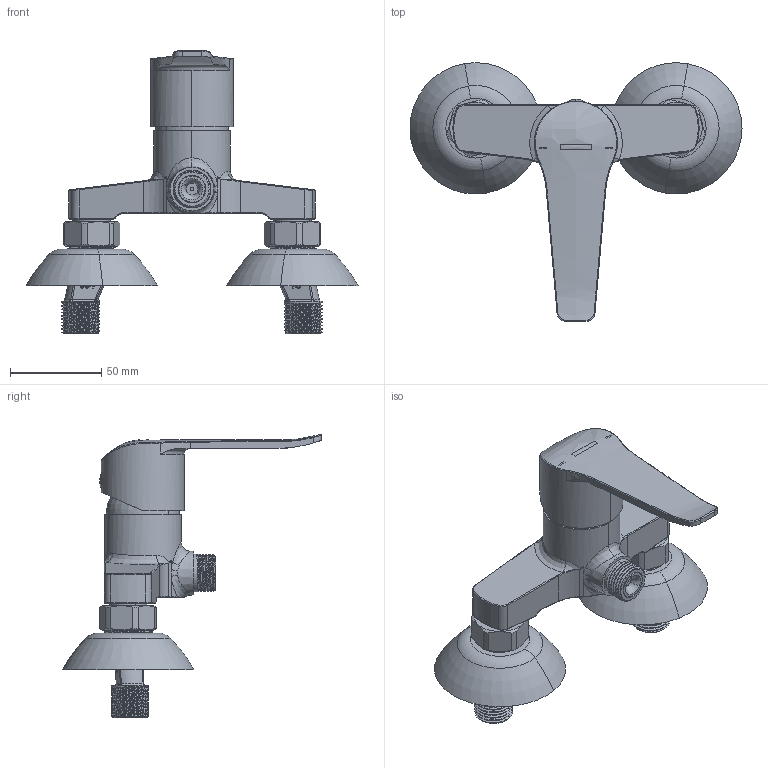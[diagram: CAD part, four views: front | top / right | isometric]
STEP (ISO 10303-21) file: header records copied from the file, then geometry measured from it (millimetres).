
FILE_DESCRIPTION (( 'STEP AP203' ), '1' );
FILE_NAME ('64F301580.STEP', '2025-07-07T09:48:46', ( '' ), ( '' ), 'SwSTEP 2.0', 'SolidWorks 2021', '' );
FILE_SCHEMA (( 'CONFIG_CONTROL_DESIGN' ));
Length unit declared in the file: millimetre
Products named in the file (1): 64F301580
Bounding box: 182 x 142.06 x 155.6 mm (x, y, z)
Volume: 119619.1 mm3; surface area: 110304.6 mm2
Topology: 13 solids, 13 shells, 1224 faces, 3105 edges, 1941 vertices
Faces by surface type: cylinder 436, bspline 343, plane 294, cone 92, torus 49, sphere 10
Entity records: 84331 total; most frequent: CARTESIAN_POINT 58552, ORIENTED_EDGE 6178, DIRECTION 4271, EDGE_CURVE 3089, VERTEX_POINT 1941, AXIS2_PLACEMENT_3D 1654, EDGE_LOOP 1310, FACE_OUTER_BOUND 1224
